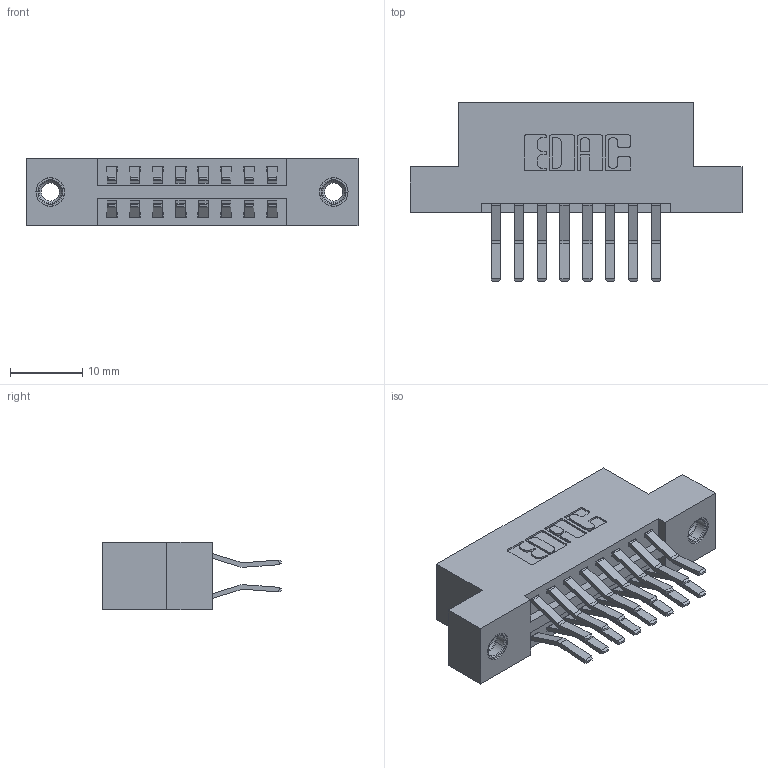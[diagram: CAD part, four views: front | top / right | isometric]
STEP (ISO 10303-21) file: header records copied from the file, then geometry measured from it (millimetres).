
FILE_DESCRIPTION (( 'STEP AP203' ), '1' );
FILE_NAME ('346-016-560-207.STEP', '2022-05-18T16:38:48', ( '' ), ( '' ), 'SwSTEP 2.0', 'SolidWorks 2020', '' );
FILE_SCHEMA (( 'CONFIG_CONTROL_DESIGN' ));
Length unit declared in the file: inch
Products named in the file (4): 346-016-560-207; 345-292-001_560 Tail; 345-250-001_345-250-005-103; 346 Part_Flush Mounting Lugs - 0.156 Dia-TI
Assembly tree (19 placements, depth 2):
  346-016-560-207
    346 Part_Flush Mounting Lugs - 0.156 Dia-TI
    345-292-001_560 Tail  x16
    345-250-001_345-250-005-103  x2
Bounding box: 45.97 x 24.78 x 9.4 mm (x, y, z)
Volume: 4310.3 mm3; surface area: 5704 mm2
Topology: 19 solids, 19 shells, 1046 faces, 3041 edges, 1998 vertices
Faces by surface type: plane 668, cylinder 362, cone 12, torus 4
Entity records: 11072 total; most frequent: CARTESIAN_POINT 1855, ORIENTED_EDGE 1782, DIRECTION 1717, EDGE_CURVE 891, VECTOR 703, LINE 703, VERTEX_POINT 588, AXIS2_PLACEMENT_3D 507
